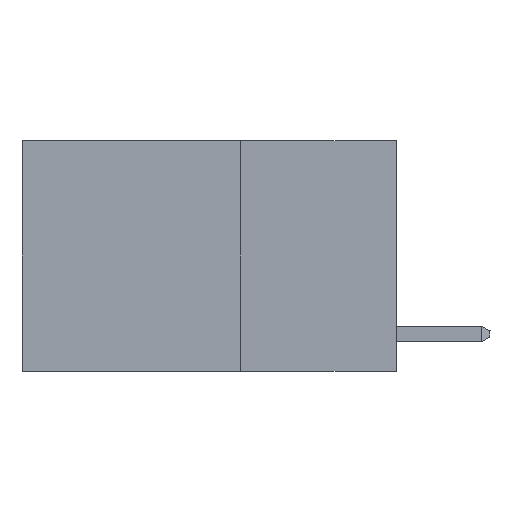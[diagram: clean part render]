
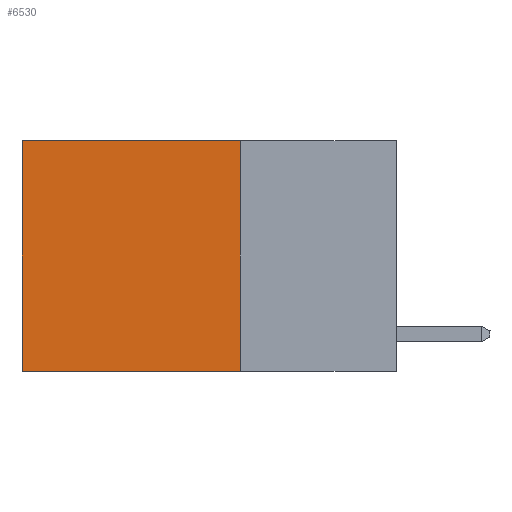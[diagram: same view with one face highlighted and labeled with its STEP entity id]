
A CAD part, left-side view. The second image highlights one B-rep face of the part: STEP entity #6530.
In plain terms, the highlighted planar face has unit normal (-1, 0, 0).
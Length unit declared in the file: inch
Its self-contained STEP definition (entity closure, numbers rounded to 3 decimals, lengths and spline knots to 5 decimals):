
#1102 = CARTESIAN_POINT ( 'NONE',  ( 0.2625, 0.6, 0. ) ) ;
#1217 = DIRECTION ( 'NONE',  ( 1., 0., 0. ) ) ;
#1345 = AXIS2_PLACEMENT_3D ( 'NONE', #23494, #1217, #14303 ) ;
#1941 = CARTESIAN_POINT ( 'NONE',  ( 0.2625, 0.6, -0.37 ) ) ;
#3441 = LINE ( 'NONE', #8098, #22641 ) ;
#3618 = ORIENTED_EDGE ( 'NONE', *, *, #7861, .F. ) ;
#5468 = VECTOR ( 'NONE', #9713, 39.37008 ) ;
#6231 = CARTESIAN_POINT ( 'NONE',  ( 0.2625, 0.6, 0. ) ) ;
#6530 = ADVANCED_FACE ( 'NONE', ( #17177 ), #10533, .F. ) ;
#7844 = CARTESIAN_POINT ( 'NONE',  ( 0.2625, 0.25, 0. ) ) ;
#7861 = EDGE_CURVE ( 'NONE', #18319, #15370, #11546, .T. ) ;
#8098 = CARTESIAN_POINT ( 'NONE',  ( 0.2625, 0.25, -0.37 ) ) ;
#8359 = ORIENTED_EDGE ( 'NONE', *, *, #10872, .F. ) ;
#9034 = CARTESIAN_POINT ( 'NONE',  ( 0.2625, 0.25, 0. ) ) ;
#9713 = DIRECTION ( 'NONE',  ( 0., 1., 0. ) ) ;
#9961 = DIRECTION ( 'NONE',  ( 0., 1., 0. ) ) ;
#10533 = PLANE ( 'NONE',  #1345 ) ;
#10872 = EDGE_CURVE ( 'NONE', #15370, #14702, #3441, .T. ) ;
#11040 = EDGE_CURVE ( 'NONE', #12742, #14702, #16009, .T. ) ;
#11420 = EDGE_CURVE ( 'NONE', #18319, #12742, #16578, .T. ) ;
#11546 = LINE ( 'NONE', #9034, #21665 ) ;
#12317 = DIRECTION ( 'NONE',  ( 0., 0., -1. ) ) ;
#12712 = ORIENTED_EDGE ( 'NONE', *, *, #11420, .T. ) ;
#12742 = VERTEX_POINT ( 'NONE', #6231 ) ;
#14303 = DIRECTION ( 'NONE',  ( 0., 0., -1. ) ) ;
#14702 = VERTEX_POINT ( 'NONE', #1941 ) ;
#15164 = CARTESIAN_POINT ( 'NONE',  ( 0.2625, 0.25, -0.37 ) ) ;
#15370 = VERTEX_POINT ( 'NONE', #15164 ) ;
#16009 = LINE ( 'NONE', #1102, #19215 ) ;
#16578 = LINE ( 'NONE', #7844, #5468 ) ;
#17177 = FACE_OUTER_BOUND ( 'NONE', #19624, .T. ) ;
#18319 = VERTEX_POINT ( 'NONE', #20830 ) ;
#19215 = VECTOR ( 'NONE', #12317, 39.37008 ) ;
#19624 = EDGE_LOOP ( 'NONE', ( #23618, #8359, #3618, #12712 ) ) ;
#20830 = CARTESIAN_POINT ( 'NONE',  ( 0.2625, 0.25, 0. ) ) ;
#21665 = VECTOR ( 'NONE', #23851, 39.37008 ) ;
#22641 = VECTOR ( 'NONE', #9961, 39.37008 ) ;
#23494 = CARTESIAN_POINT ( 'NONE',  ( 0.2625, 0.25, 0. ) ) ;
#23618 = ORIENTED_EDGE ( 'NONE', *, *, #11040, .T. ) ;
#23851 = DIRECTION ( 'NONE',  ( 0., 0., -1. ) ) ;
